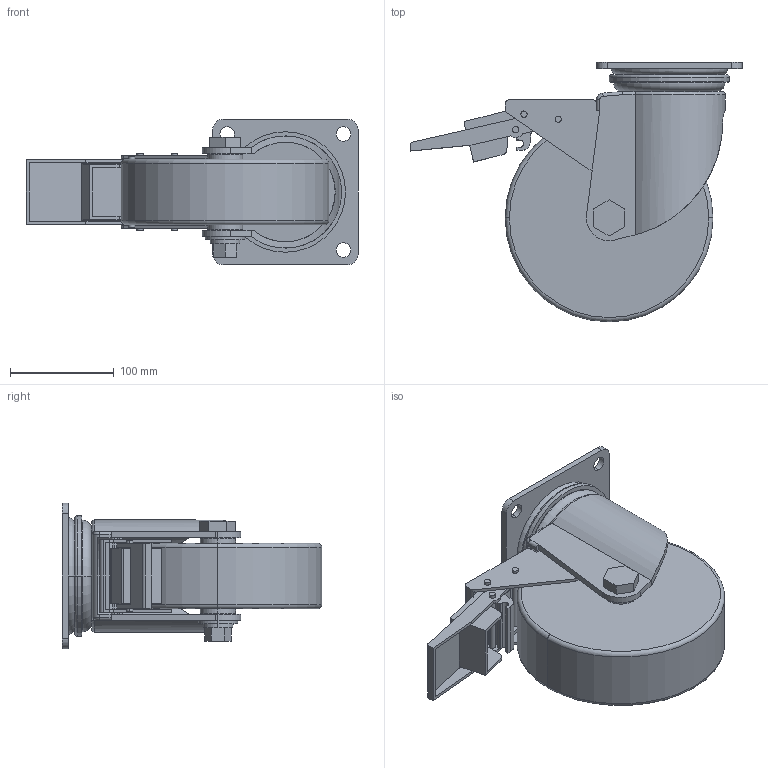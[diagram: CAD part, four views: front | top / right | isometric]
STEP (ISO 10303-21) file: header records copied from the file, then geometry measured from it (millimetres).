
FILE_DESCRIPTION (( 'STEP AP203' ), '1' );
FILE_NAME ('K-507YNS-200.STEP', '2021-11-08T07:35:24', ( '' ), ( '' ), 'SwSTEP 2.0', 'SolidWorks 2018', '' );
FILE_SCHEMA (( 'CONFIG_CONTROL_DESIGN' ));
Length unit declared in the file: millimetre
Products named in the file (1): K-507YNS-200
Bounding box: 319.76 x 250 x 140 mm (x, y, z)
Volume: 2735083.8 mm3; surface area: 308704.3 mm2
Topology: 2 solids, 2 shells, 218 faces, 582 edges, 382 vertices
Faces by surface type: plane 114, cylinder 88, torus 14, cone 2
Entity records: 7267 total; most frequent: CARTESIAN_POINT 1500, DIRECTION 1225, ORIENTED_EDGE 1164, EDGE_CURVE 582, AXIS2_PLACEMENT_3D 433, VERTEX_POINT 382, VECTOR 359, LINE 359
